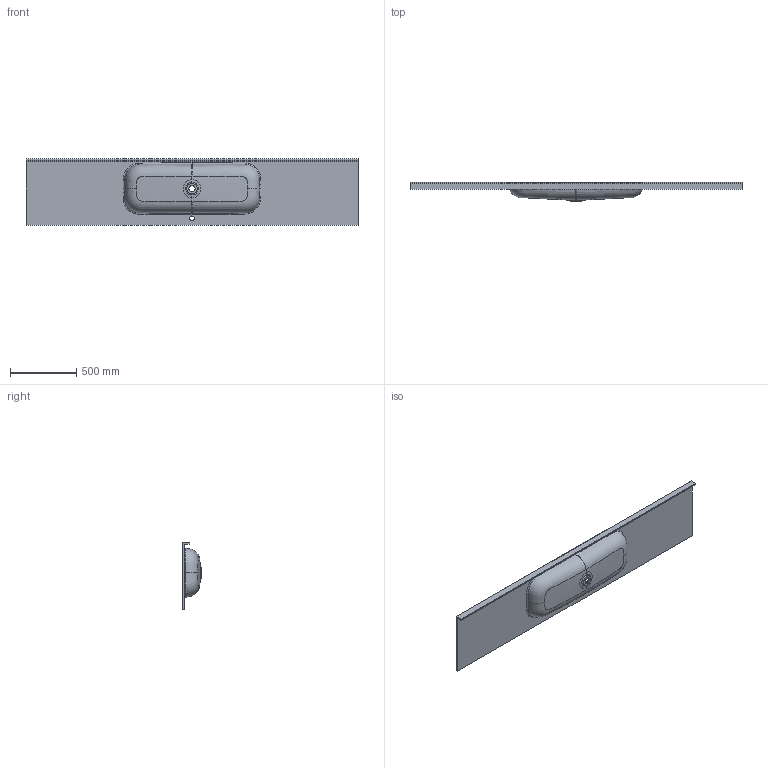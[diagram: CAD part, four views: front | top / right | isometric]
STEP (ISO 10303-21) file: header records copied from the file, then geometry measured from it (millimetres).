
FILE_DESCRIPTION (( 'STEP AP203' ), '1' );
FILE_NAME ('CALI100-M.STEP', '2021-09-10T08:24:38', ( '' ), ( '' ), 'SwSTEP 2.0', 'SolidWorks 2020', '' );
FILE_SCHEMA (( 'CONFIG_CONTROL_DESIGN' ));
Length unit declared in the file: millimetre
Products named in the file (1): CALI100-M
Bounding box: 2500 x 147.62 x 500 mm (x, y, z)
Volume: 18197953.9 mm3; surface area: 3069617.1 mm2
Topology: 1 solids, 1 shells, 65 faces, 166 edges, 104 vertices
Faces by surface type: bspline 28, cylinder 11, plane 10, cone 10, torus 6
Entity records: 64447 total; most frequent: CARTESIAN_POINT 62990, ORIENTED_EDGE 332, DIRECTION 222, EDGE_CURVE 166, VERTEX_POINT 104, AXIS2_PLACEMENT_3D 90, B_SPLINE_CURVE_WITH_KNOTS 72, EDGE_LOOP 70
